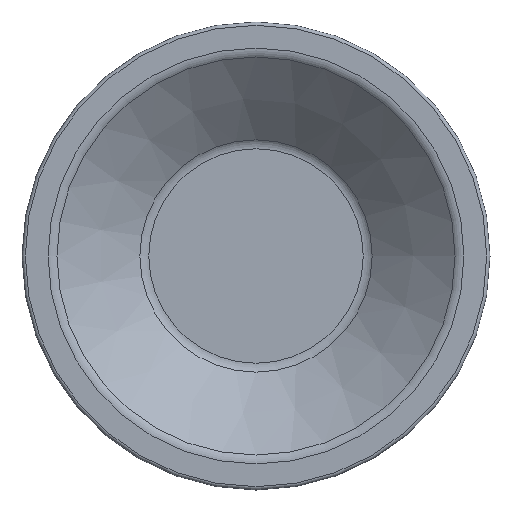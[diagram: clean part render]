
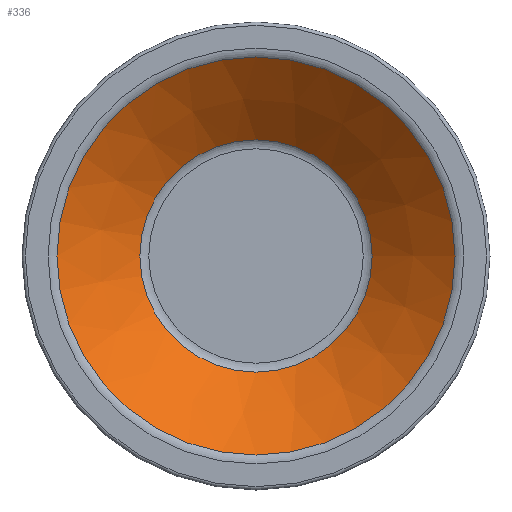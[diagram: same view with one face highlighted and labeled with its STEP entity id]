
A CAD part, front view. The second image highlights one B-rep face of the part: STEP entity #336.
In plain terms, the highlighted conical face has half-angle 50 degrees and reference radius 36.202 mm.
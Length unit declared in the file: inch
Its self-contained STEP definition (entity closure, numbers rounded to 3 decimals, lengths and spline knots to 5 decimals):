
#30=CONICAL_SURFACE('',#374,1.42529,50.);
#32=FACE_BOUND('',#98,.T.);
#63=FACE_OUTER_BOUND('',#97,.T.);
#97=EDGE_LOOP('',(#257));
#98=EDGE_LOOP('',(#258));
#159=CIRCLE('',#372,1.05048);
#161=CIRCLE('',#375,1.8001);
#191=VERTEX_POINT('',#570);
#193=VERTEX_POINT('',#575);
#223=EDGE_CURVE('',#191,#191,#159,.T.);
#225=EDGE_CURVE('',#193,#193,#161,.T.);
#257=ORIENTED_EDGE('',*,*,#225,.F.);
#258=ORIENTED_EDGE('',*,*,#223,.F.);
#336=ADVANCED_FACE('',(#63,#32),#30,.F.);
#372=AXIS2_PLACEMENT_3D('',#571,#440,#441);
#374=AXIS2_PLACEMENT_3D('',#574,#444,#445);
#375=AXIS2_PLACEMENT_3D('',#576,#446,#447);
#440=DIRECTION('center_axis',(0.,-1.,0.));
#441=DIRECTION('ref_axis',(-1.,0.,0.));
#444=DIRECTION('center_axis',(0.,-1.,0.));
#445=DIRECTION('ref_axis',(1.,0.,0.));
#446=DIRECTION('center_axis',(0.,1.,0.));
#447=DIRECTION('ref_axis',(-1.,0.,0.));
#570=CARTESIAN_POINT('',(1.05048,-1.77924,0.));
#571=CARTESIAN_POINT('Origin',(0.,-1.77924,0.));
#574=CARTESIAN_POINT('Origin',(0.,-2.09375,0.));
#575=CARTESIAN_POINT('',(1.8001,-2.40826,0.));
#576=CARTESIAN_POINT('Origin',(0.,-2.40826,0.));
